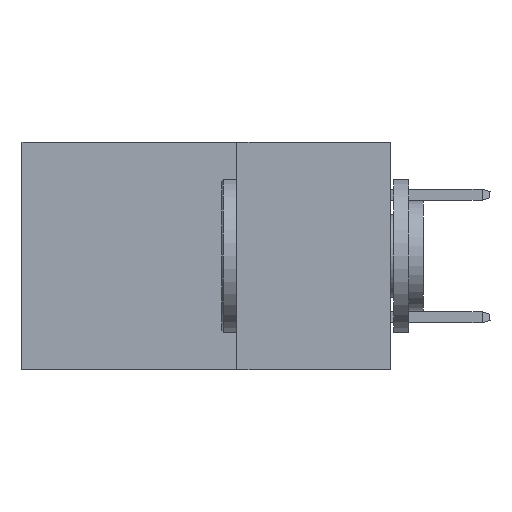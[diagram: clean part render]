
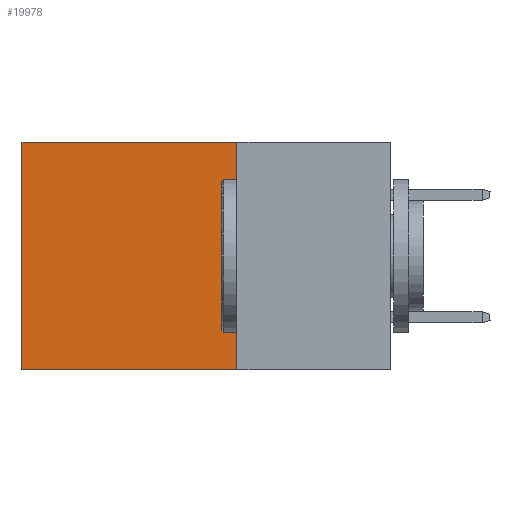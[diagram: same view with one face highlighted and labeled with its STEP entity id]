
A CAD part, left-side view. The second image highlights one B-rep face of the part: STEP entity #19978.
In plain terms, the highlighted planar face has unit normal (-1, 0, 0).
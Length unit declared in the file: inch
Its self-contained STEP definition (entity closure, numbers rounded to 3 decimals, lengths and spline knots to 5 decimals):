
#286 = VERTEX_POINT ( 'NONE', #19485 ) ;
#2277 = AXIS2_PLACEMENT_3D ( 'NONE', #25534, #18827, #23076 ) ;
#2426 = VECTOR ( 'NONE', #16785, 39.37008 ) ;
#3071 = CARTESIAN_POINT ( 'NONE',  ( 0.2875, 0.6, 0. ) ) ;
#3548 = CARTESIAN_POINT ( 'NONE',  ( 0.2875, 0.25, -0.37 ) ) ;
#5028 = VERTEX_POINT ( 'NONE', #3071 ) ;
#5040 = CARTESIAN_POINT ( 'NONE',  ( 0.2875, 0.25, 0. ) ) ;
#5216 = EDGE_CURVE ( 'NONE', #5028, #17198, #20514, .T. ) ;
#5286 = EDGE_CURVE ( 'NONE', #286, #5028, #20155, .T. ) ;
#7384 = VECTOR ( 'NONE', #22759, 39.37008 ) ;
#7672 = CARTESIAN_POINT ( 'NONE',  ( 0.2875, 0.25, -0.37 ) ) ;
#9396 = ORIENTED_EDGE ( 'NONE', *, *, #5216, .T. ) ;
#10977 = VERTEX_POINT ( 'NONE', #7672 ) ;
#12412 = ORIENTED_EDGE ( 'NONE', *, *, #19859, .F. ) ;
#14382 = VECTOR ( 'NONE', #22097, 39.37008 ) ;
#15538 = EDGE_CURVE ( 'NONE', #286, #10977, #25803, .T. ) ;
#16572 = CARTESIAN_POINT ( 'NONE',  ( 0.2875, 0.6, 0. ) ) ;
#16785 = DIRECTION ( 'NONE',  ( 0., 1., 0. ) ) ;
#17102 = EDGE_LOOP ( 'NONE', ( #9396, #12412, #23489, #25872 ) ) ;
#17198 = VERTEX_POINT ( 'NONE', #25904 ) ;
#17199 = DIRECTION ( 'NONE',  ( 0., 1., 0. ) ) ;
#18552 = FACE_OUTER_BOUND ( 'NONE', #17102, .T. ) ;
#18827 = DIRECTION ( 'NONE',  ( 1., 0., 0. ) ) ;
#19485 = CARTESIAN_POINT ( 'NONE',  ( 0.2875, 0.25, 0. ) ) ;
#19859 = EDGE_CURVE ( 'NONE', #10977, #17198, #20553, .T. ) ;
#19978 = ADVANCED_FACE ( 'NONE', ( #18552 ), #23349, .F. ) ;
#20155 = LINE ( 'NONE', #20801, #25911 ) ;
#20514 = LINE ( 'NONE', #16572, #7384 ) ;
#20553 = LINE ( 'NONE', #3548, #2426 ) ;
#20801 = CARTESIAN_POINT ( 'NONE',  ( 0.2875, 0.25, 0. ) ) ;
#22097 = DIRECTION ( 'NONE',  ( 0., 0., -1. ) ) ;
#22759 = DIRECTION ( 'NONE',  ( 0., 0., -1. ) ) ;
#23076 = DIRECTION ( 'NONE',  ( 0., 0., -1. ) ) ;
#23349 = PLANE ( 'NONE',  #2277 ) ;
#23489 = ORIENTED_EDGE ( 'NONE', *, *, #15538, .F. ) ;
#25534 = CARTESIAN_POINT ( 'NONE',  ( 0.2875, 0.25, 0. ) ) ;
#25803 = LINE ( 'NONE', #5040, #14382 ) ;
#25872 = ORIENTED_EDGE ( 'NONE', *, *, #5286, .T. ) ;
#25904 = CARTESIAN_POINT ( 'NONE',  ( 0.2875, 0.6, -0.37 ) ) ;
#25911 = VECTOR ( 'NONE', #17199, 39.37008 ) ;
